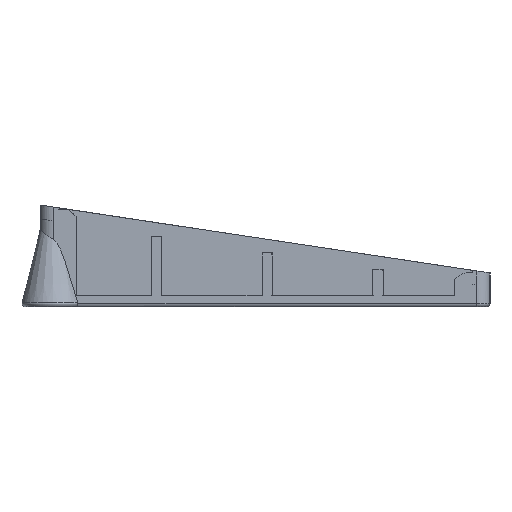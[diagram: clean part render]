
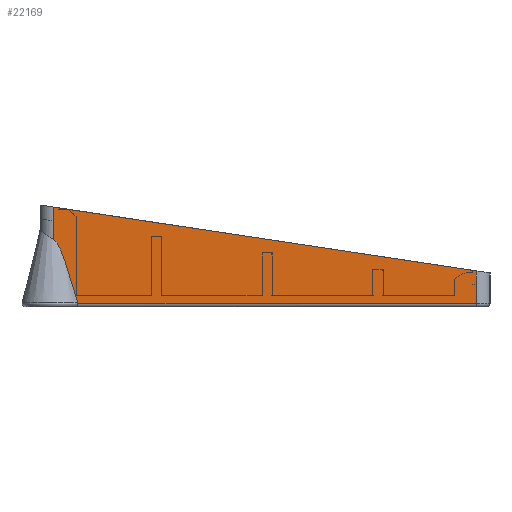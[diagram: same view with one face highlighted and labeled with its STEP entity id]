
A CAD part, left-side view. The second image highlights one B-rep face of the part: STEP entity #22169.
In plain terms, the highlighted planar face has unit normal (-1, 0, 0).
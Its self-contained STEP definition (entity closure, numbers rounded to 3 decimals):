
#272=(
BOUNDED_CURVE()
B_SPLINE_CURVE(2,(#39956,#39957,#39958),.UNSPECIFIED.,.F.,.F.)
B_SPLINE_CURVE_WITH_KNOTS((3,3),(2.335,4.109),
 .UNSPECIFIED.)
CURVE()
GEOMETRIC_REPRESENTATION_ITEM()
RATIONAL_B_SPLINE_CURVE((1.583,1.515,1.005))
REPRESENTATION_ITEM('')
);
#2241=B_SPLINE_CURVE_WITH_KNOTS('',3,(#39891,#39892,#39893,#39894),
 .UNSPECIFIED.,.F.,.F.,(4,4),(0.622,0.645),
 .UNSPECIFIED.);
#3543=FACE_OUTER_BOUND('',#4983,.T.);
#4983=EDGE_LOOP('',(#17803,#17804,#17805,#17806,#17807,#17808));
#6689=LINE('',#39975,#8287);
#6690=LINE('',#39979,#8288);
#6691=LINE('',#39981,#8289);
#6692=LINE('',#39982,#8290);
#8287=VECTOR('',#26065,10.);
#8288=VECTOR('',#26070,10.);
#8289=VECTOR('',#26071,10.);
#8290=VECTOR('',#26072,10.);
#10151=VERTEX_POINT('',#39889);
#10152=VERTEX_POINT('',#39890);
#10163=VERTEX_POINT('',#39955);
#10164=VERTEX_POINT('',#39974);
#10165=VERTEX_POINT('',#39978);
#10166=VERTEX_POINT('',#39980);
#12758=EDGE_CURVE('',#10151,#10152,#2241,.F.);
#12777=EDGE_CURVE('',#10163,#10152,#272,.T.);
#12779=EDGE_CURVE('',#10163,#10164,#6689,.T.);
#12781=EDGE_CURVE('',#10151,#10165,#6690,.F.);
#12782=EDGE_CURVE('',#10166,#10165,#6691,.T.);
#12783=EDGE_CURVE('',#10164,#10166,#6692,.T.);
#17803=ORIENTED_EDGE('',*,*,#12777,.T.);
#17804=ORIENTED_EDGE('',*,*,#12758,.F.);
#17805=ORIENTED_EDGE('',*,*,#12781,.T.);
#17806=ORIENTED_EDGE('',*,*,#12782,.F.);
#17807=ORIENTED_EDGE('',*,*,#12783,.F.);
#17808=ORIENTED_EDGE('',*,*,#12779,.F.);
#21437=PLANE('',#23218);
#22169=ADVANCED_FACE('',(#3543),#21437,.F.);
#23218=AXIS2_PLACEMENT_3D('',#39977,#26068,#26069);
#26065=DIRECTION('',(0.,0.,1.));
#26068=DIRECTION('center_axis',(1.,0.,0.));
#26069=DIRECTION('ref_axis',(0.,1.,0.));
#26070=DIRECTION('',(0.,1.,0.));
#26071=DIRECTION('',(0.,0.,-1.));
#26072=DIRECTION('',(0.,-0.989,-0.149));
#39889=CARTESIAN_POINT('',(0.,121.399,1.));
#39890=CARTESIAN_POINT('',(0.,121.432,1.242));
#39891=CARTESIAN_POINT('Ctrl Pts',(0.,121.432,1.242));
#39892=CARTESIAN_POINT('Ctrl Pts',(0.,121.41,
1.162));
#39893=CARTESIAN_POINT('Ctrl Pts',(0.,121.399,1.077));
#39894=CARTESIAN_POINT('Ctrl Pts',(0.,121.399,1.));
#39955=CARTESIAN_POINT('',(0.,128.489,19.842));
#39956=CARTESIAN_POINT('Ctrl Pts',(0.,128.489,19.842));
#39957=CARTESIAN_POINT('Ctrl Pts',(0.,126.245,
18.378));
#39958=CARTESIAN_POINT('Ctrl Pts',(0.,121.432,
1.242));
#39974=CARTESIAN_POINT('',(0.,128.489,29.396));
#39975=CARTESIAN_POINT('',(0.,128.489,7.5));
#39977=CARTESIAN_POINT('Origin',(0.,66.244,15.));
#39978=CARTESIAN_POINT('',(0.,4.,1.));
#39979=CARTESIAN_POINT('',(0.,33.122,1.));
#39980=CARTESIAN_POINT('',(0.,4.,10.604));
#39981=CARTESIAN_POINT('',(0.,4.,12.5));
#39982=CARTESIAN_POINT('',(0.,132.489,30.));
